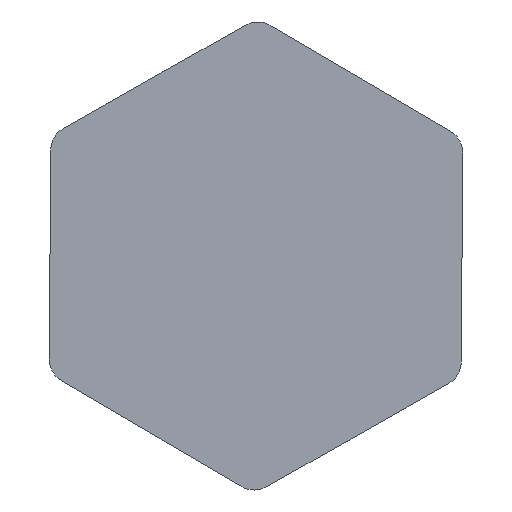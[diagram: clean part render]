
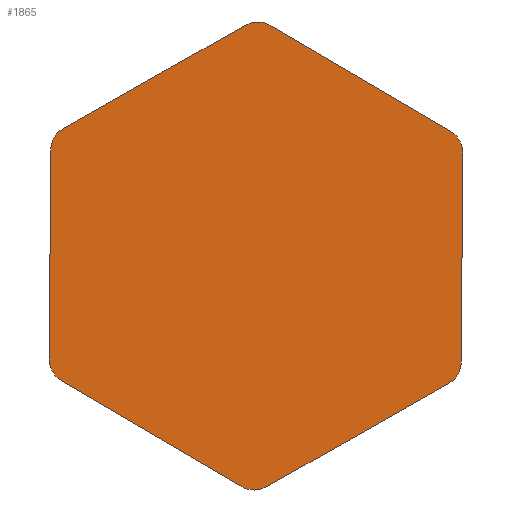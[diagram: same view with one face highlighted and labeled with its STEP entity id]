
A CAD part, front view. The second image highlights one B-rep face of the part: STEP entity #1865.
In plain terms, the highlighted planar face has unit normal (0, -1, 0).
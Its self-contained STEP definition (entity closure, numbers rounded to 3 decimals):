
#35 = AXIS2_PLACEMENT_3D ( 'NONE', #3165, #1259, #252 ) ;
#73 = DIRECTION ( 'NONE',  ( -0.87, 0., -0.494 ) ) ;
#77 = VERTEX_POINT ( 'NONE', #2192 ) ;
#89 = DIRECTION ( 'NONE',  ( 0., 0., 1. ) ) ;
#148 = EDGE_CURVE ( 'NONE', #2113, #4181, #3349, .T. ) ;
#166 = EDGE_CURVE ( 'NONE', #871, #4330, #398, .T. ) ;
#172 = VERTEX_POINT ( 'NONE', #1076 ) ;
#252 = DIRECTION ( 'NONE',  ( 0., 0., 1. ) ) ;
#272 = CARTESIAN_POINT ( 'NONE',  ( 504.372, -18.585, -518.359 ) ) ;
#280 = VERTEX_POINT ( 'NONE', #272 ) ;
#296 = VERTEX_POINT ( 'NONE', #1426 ) ;
#379 = ORIENTED_EDGE ( 'NONE', *, *, #1986, .T. ) ;
#386 = CARTESIAN_POINT ( 'NONE',  ( 541.931, -18.585, -449.588 ) ) ;
#398 = CIRCLE ( 'NONE', #1079, 4.8 ) ;
#438 = LINE ( 'NONE', #3372, #2822 ) ;
#503 = ORIENTED_EDGE ( 'NONE', *, *, #4395, .F. ) ;
#544 = LINE ( 'NONE', #2007, #2888 ) ;
#585 = CARTESIAN_POINT ( 'NONE',  ( 492.73, -18.585, -547.632 ) ) ;
#656 = ORIENTED_EDGE ( 'NONE', *, *, #3894, .T. ) ;
#666 = DIRECTION ( 'NONE',  ( 0., -1., 0. ) ) ;
#679 = ORIENTED_EDGE ( 'NONE', *, *, #1830, .T. ) ;
#686 = AXIS2_PLACEMENT_3D ( 'NONE', #3505, #1665, #3167 ) ;
#768 = EDGE_CURVE ( 'NONE', #296, #4181, #3812, .T. ) ;
#791 = CIRCLE ( 'NONE', #1614, 4.8 ) ;
#807 = AXIS2_PLACEMENT_3D ( 'NONE', #3581, #837, #89 ) ;
#833 = DIRECTION ( 'NONE',  ( -0.007, 0., -1. ) ) ;
#837 = DIRECTION ( 'NONE',  ( 0., -1., 0. ) ) ;
#841 = AXIS2_PLACEMENT_3D ( 'NONE', #585, #1343, #3207 ) ;
#871 = VERTEX_POINT ( 'NONE', #2836 ) ;
#904 = DIRECTION ( 'NONE',  ( 0.87, 0., 0.494 ) ) ;
#910 = DIRECTION ( 'NONE',  ( 0.007, 0., 1. ) ) ;
#964 = CARTESIAN_POINT ( 'NONE',  ( 469.828, -18.585, -493.277 ) ) ;
#1076 = CARTESIAN_POINT ( 'NONE',  ( 501.941, -18.585, -517.698 ) ) ;
#1079 = AXIS2_PLACEMENT_3D ( 'NONE', #4741, #2209, #2127 ) ;
#1161 = LINE ( 'NONE', #3385, #2267 ) ;
#1238 = ORIENTED_EDGE ( 'NONE', *, *, #1423, .T. ) ;
#1244 = ORIENTED_EDGE ( 'NONE', *, *, #768, .F. ) ;
#1259 = DIRECTION ( 'NONE',  ( 0., -1., 0. ) ) ;
#1320 = FACE_OUTER_BOUND ( 'NONE', #3088, .T. ) ;
#1322 = EDGE_CURVE ( 'NONE', #871, #3584, #438, .T. ) ;
#1340 = LINE ( 'NONE', #2719, #4555 ) ;
#1343 = DIRECTION ( 'NONE',  ( 0., 1., 0. ) ) ;
#1357 = VECTOR ( 'NONE', #3391, 1000. ) ;
#1392 = PLANE ( 'NONE',  #841 ) ;
#1398 = DIRECTION ( 'NONE',  ( 0., 0., 1. ) ) ;
#1423 = EDGE_CURVE ( 'NONE', #2556, #1982, #1738, .T. ) ;
#1426 = CARTESIAN_POINT ( 'NONE',  ( 467.752, -18.585, -449.046 ) ) ;
#1478 = CARTESIAN_POINT ( 'NONE',  ( 504.957, -18.585, -433.446 ) ) ;
#1547 = CARTESIAN_POINT ( 'NONE',  ( 507.388, -18.585, -429.307 ) ) ;
#1614 = AXIS2_PLACEMENT_3D ( 'NONE', #2385, #1679, #2043 ) ;
#1665 = DIRECTION ( 'NONE',  ( 0., -1., 0. ) ) ;
#1679 = DIRECTION ( 'NONE',  ( 0., -1., 0. ) ) ;
#1682 = DIRECTION ( 'NONE',  ( 0., -1., 0. ) ) ;
#1738 = CIRCLE ( 'NONE', #686, 4.8 ) ;
#1742 = AXIS2_PLACEMENT_3D ( 'NONE', #964, #1682, #2485 ) ;
#1757 = EDGE_CURVE ( 'NONE', #172, #77, #2636, .T. ) ;
#1776 = VERTEX_POINT ( 'NONE', #2367 ) ;
#1830 = EDGE_CURVE ( 'NONE', #1776, #77, #3837, .T. ) ;
#1865 = ADVANCED_FACE ( 'NONE', ( #1320 ), #1392, .F. ) ;
#1900 = ORIENTED_EDGE ( 'NONE', *, *, #1322, .F. ) ;
#1921 = CARTESIAN_POINT ( 'NONE',  ( 502.588, -18.585, -429.272 ) ) ;
#1982 = VERTEX_POINT ( 'NONE', #386 ) ;
#1986 = EDGE_CURVE ( 'NONE', #280, #3584, #3804, .T. ) ;
#2007 = CARTESIAN_POINT ( 'NONE',  ( 454.823, -18.585, -398.444 ) ) ;
#2043 = DIRECTION ( 'NONE',  ( 0., 0., 1. ) ) ;
#2057 = ORIENTED_EDGE ( 'NONE', *, *, #148, .T. ) ;
#2113 = VERTEX_POINT ( 'NONE', #1547 ) ;
#2127 = DIRECTION ( 'NONE',  ( 0., 0., 1. ) ) ;
#2169 = ORIENTED_EDGE ( 'NONE', *, *, #2703, .T. ) ;
#2192 = CARTESIAN_POINT ( 'NONE',  ( 467.398, -18.585, -497.416 ) ) ;
#2196 = VERTEX_POINT ( 'NONE', #3094 ) ;
#2209 = DIRECTION ( 'NONE',  ( 0., -1., 0. ) ) ;
#2267 = VECTOR ( 'NONE', #833, 1000. ) ;
#2367 = CARTESIAN_POINT ( 'NONE',  ( 465.028, -18.585, -493.242 ) ) ;
#2378 = CARTESIAN_POINT ( 'NONE',  ( 464.073, -18.585, -451.134 ) ) ;
#2379 = CARTESIAN_POINT ( 'NONE',  ( 544.008, -18.585, -493.819 ) ) ;
#2385 = CARTESIAN_POINT ( 'NONE',  ( 504.372, -18.585, -513.559 ) ) ;
#2413 = EDGE_CURVE ( 'NONE', #2556, #4330, #1161, .T. ) ;
#2485 = DIRECTION ( 'NONE',  ( 0., 0., 1. ) ) ;
#2556 = VERTEX_POINT ( 'NONE', #3156 ) ;
#2636 = LINE ( 'NONE', #4111, #1357 ) ;
#2703 = EDGE_CURVE ( 'NONE', #296, #2196, #3410, .T. ) ;
#2719 = CARTESIAN_POINT ( 'NONE',  ( 465.59, -18.585, -416.489 ) ) ;
#2822 = VECTOR ( 'NONE', #73, 1000. ) ;
#2836 = CARTESIAN_POINT ( 'NONE',  ( 541.577, -18.585, -497.958 ) ) ;
#2888 = VECTOR ( 'NONE', #3483, 1000. ) ;
#2892 = ORIENTED_EDGE ( 'NONE', *, *, #3887, .F. ) ;
#3008 = VECTOR ( 'NONE', #904, 1000. ) ;
#3088 = EDGE_LOOP ( 'NONE', ( #2169, #2892, #679, #3198, #656, #379, #1900, #4694, #4493, #1238, #503, #2057, #1244 ) ) ;
#3094 = CARTESIAN_POINT ( 'NONE',  ( 465.321, -18.585, -453.185 ) ) ;
#3156 = CARTESIAN_POINT ( 'NONE',  ( 544.301, -18.585, -453.763 ) ) ;
#3159 = CARTESIAN_POINT ( 'NONE',  ( 506.741, -18.585, -517.733 ) ) ;
#3165 = CARTESIAN_POINT ( 'NONE',  ( 470.121, -18.585, -453.22 ) ) ;
#3167 = DIRECTION ( 'NONE',  ( 0., 0., 1. ) ) ;
#3198 = ORIENTED_EDGE ( 'NONE', *, *, #1757, .F. ) ;
#3207 = DIRECTION ( 'NONE',  ( 0., 0., 1. ) ) ;
#3349 = CIRCLE ( 'NONE', #3962, 4.8 ) ;
#3372 = CARTESIAN_POINT ( 'NONE',  ( 503.063, -18.585, -519.821 ) ) ;
#3385 = CARTESIAN_POINT ( 'NONE',  ( 544.569, -18.585, -417.066 ) ) ;
#3391 = DIRECTION ( 'NONE',  ( -0.862, 0., 0.506 ) ) ;
#3410 = CIRCLE ( 'NONE', #35, 4.8 ) ;
#3483 = DIRECTION ( 'NONE',  ( 0.862, 0., -0.506 ) ) ;
#3505 = CARTESIAN_POINT ( 'NONE',  ( 539.501, -18.585, -453.728 ) ) ;
#3581 = CARTESIAN_POINT ( 'NONE',  ( 504.372, -18.585, -513.559 ) ) ;
#3584 = VERTEX_POINT ( 'NONE', #3159 ) ;
#3804 = CIRCLE ( 'NONE', #807, 4.8 ) ;
#3812 = LINE ( 'NONE', #2378, #3008 ) ;
#3837 = CIRCLE ( 'NONE', #1742, 4.8 ) ;
#3887 = EDGE_CURVE ( 'NONE', #1776, #2196, #1340, .T. ) ;
#3894 = EDGE_CURVE ( 'NONE', #172, #280, #791, .T. ) ;
#3962 = AXIS2_PLACEMENT_3D ( 'NONE', #1478, #666, #1398 ) ;
#4111 = CARTESIAN_POINT ( 'NONE',  ( 414.833, -18.585, -466.553 ) ) ;
#4181 = VERTEX_POINT ( 'NONE', #1921 ) ;
#4330 = VERTEX_POINT ( 'NONE', #2379 ) ;
#4395 = EDGE_CURVE ( 'NONE', #2113, #1982, #544, .T. ) ;
#4493 = ORIENTED_EDGE ( 'NONE', *, *, #2413, .F. ) ;
#4555 = VECTOR ( 'NONE', #910, 1000. ) ;
#4694 = ORIENTED_EDGE ( 'NONE', *, *, #166, .T. ) ;
#4741 = CARTESIAN_POINT ( 'NONE',  ( 539.208, -18.585, -493.784 ) ) ;
